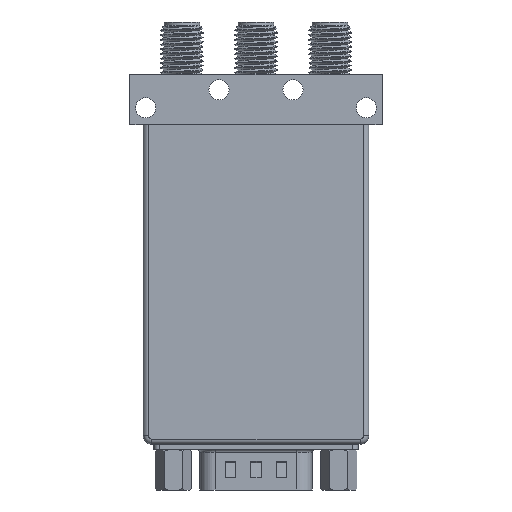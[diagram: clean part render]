
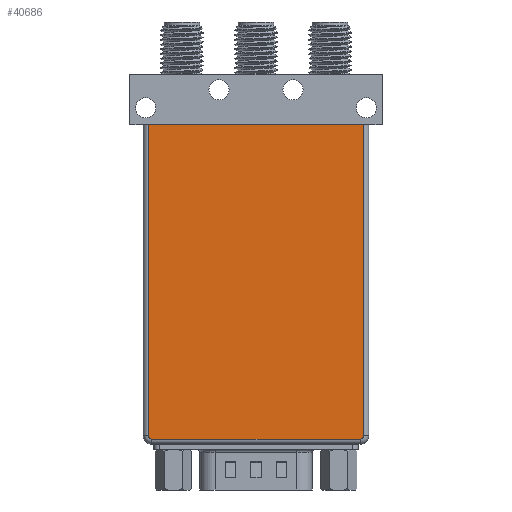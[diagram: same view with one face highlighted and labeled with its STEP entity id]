
A CAD part, front view. The second image highlights one B-rep face of the part: STEP entity #40686.
In plain terms, the highlighted planar face has unit normal (0, -1, 0).
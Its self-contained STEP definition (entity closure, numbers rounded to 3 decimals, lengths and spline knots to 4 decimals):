
#141 = DIRECTION ( 'NONE',  ( 1., 0., 0. ) ) ;
#454 = EDGE_CURVE ( 'NONE', #10478, #44489, #12592, .T. ) ;
#2780 = ORIENTED_EDGE ( 'NONE', *, *, #454, .F. ) ;
#4926 = DIRECTION ( 'NONE',  ( 1., 0., 0. ) ) ;
#5881 = DIRECTION ( 'NONE',  ( 0., -1., 0. ) ) ;
#5946 = CARTESIAN_POINT ( 'NONE',  ( -0.64, -0.26, -1.05 ) ) ;
#6087 = CARTESIAN_POINT ( 'NONE',  ( -0.64, -0.26, -1.05 ) ) ;
#6915 = EDGE_CURVE ( 'NONE', #26415, #29515, #28762, .T. ) ;
#7740 = ORIENTED_EDGE ( 'NONE', *, *, #6915, .T. ) ;
#7803 = EDGE_LOOP ( 'NONE', ( #2780, #52620, #7740, #34373, #50803, #46347 ) ) ;
#8317 = EDGE_CURVE ( 'NONE', #14447, #15214, #50998, .T. ) ;
#9353 = VECTOR ( 'NONE', #42625, 39.3701 ) ;
#9762 = DIRECTION ( 'NONE',  ( 0., 0., -1. ) ) ;
#10478 = VERTEX_POINT ( 'NONE', #25395 ) ;
#10963 = FACE_OUTER_BOUND ( 'NONE', #7803, .T. ) ;
#11280 = CARTESIAN_POINT ( 'NONE',  ( -0.62, -0.26, -1.05 ) ) ;
#11302 = EDGE_CURVE ( 'NONE', #29515, #14447, #14355, .T. ) ;
#12592 = LINE ( 'NONE', #50060, #48339 ) ;
#14355 = LINE ( 'NONE', #32409, #27772 ) ;
#14447 = VERTEX_POINT ( 'NONE', #50405 ) ;
#14733 = AXIS2_PLACEMENT_3D ( 'NONE', #18650, #51291, #48017 ) ;
#15214 = VERTEX_POINT ( 'NONE', #31838 ) ;
#18289 = PLANE ( 'NONE',  #14733 ) ;
#18650 = CARTESIAN_POINT ( 'NONE',  ( 0., -0.26, 0. ) ) ;
#20749 = LINE ( 'NONE', #29384, #51409 ) ;
#23520 = EDGE_CURVE ( 'NONE', #15214, #44489, #20749, .T. ) ;
#25395 = CARTESIAN_POINT ( 'NONE',  ( -0.64, -0.26, 0.8 ) ) ;
#26415 = VERTEX_POINT ( 'NONE', #6087 ) ;
#27772 = VECTOR ( 'NONE', #141, 39.3701 ) ;
#28762 = CIRCLE ( 'NONE', #48837, 0.02 ) ;
#29384 = CARTESIAN_POINT ( 'NONE',  ( 0.64, -0.26, 0.8 ) ) ;
#29515 = VERTEX_POINT ( 'NONE', #40703 ) ;
#31838 = CARTESIAN_POINT ( 'NONE',  ( 0.64, -0.26, -1.05 ) ) ;
#32409 = CARTESIAN_POINT ( 'NONE',  ( 0.62, -0.26, -1.07 ) ) ;
#34373 = ORIENTED_EDGE ( 'NONE', *, *, #11302, .T. ) ;
#35333 = CARTESIAN_POINT ( 'NONE',  ( 0.64, -0.26, 0.8 ) ) ;
#39790 = DIRECTION ( 'NONE',  ( 0., -1., 0. ) ) ;
#40686 = ADVANCED_FACE ( 'NONE', ( #10963 ), #18289, .T. ) ;
#40703 = CARTESIAN_POINT ( 'NONE',  ( -0.62, -0.26, -1.07 ) ) ;
#42407 = LINE ( 'NONE', #5946, #9353 ) ;
#42625 = DIRECTION ( 'NONE',  ( 0., 0., -1. ) ) ;
#43891 = DIRECTION ( 'NONE',  ( 0., 0., -1. ) ) ;
#44489 = VERTEX_POINT ( 'NONE', #35333 ) ;
#45783 = DIRECTION ( 'NONE',  ( 0., 0., 1. ) ) ;
#46347 = ORIENTED_EDGE ( 'NONE', *, *, #23520, .T. ) ;
#46866 = CARTESIAN_POINT ( 'NONE',  ( 0.62, -0.26, -1.05 ) ) ;
#47464 = EDGE_CURVE ( 'NONE', #10478, #26415, #42407, .T. ) ;
#48017 = DIRECTION ( 'NONE',  ( 0., 0., -1. ) ) ;
#48339 = VECTOR ( 'NONE', #4926, 39.3701 ) ;
#48837 = AXIS2_PLACEMENT_3D ( 'NONE', #11280, #39790, #43891 ) ;
#50060 = CARTESIAN_POINT ( 'NONE',  ( 0., -0.26, 0.8 ) ) ;
#50405 = CARTESIAN_POINT ( 'NONE',  ( 0.62, -0.26, -1.07 ) ) ;
#50803 = ORIENTED_EDGE ( 'NONE', *, *, #8317, .T. ) ;
#50998 = CIRCLE ( 'NONE', #52250, 0.02 ) ;
#51291 = DIRECTION ( 'NONE',  ( 0., -1., 0. ) ) ;
#51409 = VECTOR ( 'NONE', #45783, 39.3701 ) ;
#52250 = AXIS2_PLACEMENT_3D ( 'NONE', #46866, #5881, #9762 ) ;
#52620 = ORIENTED_EDGE ( 'NONE', *, *, #47464, .T. ) ;
